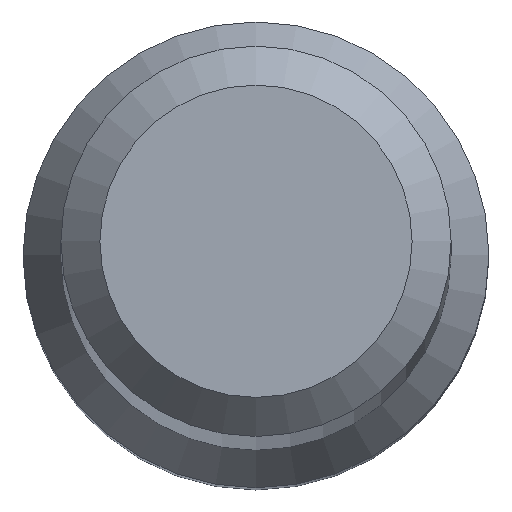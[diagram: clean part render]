
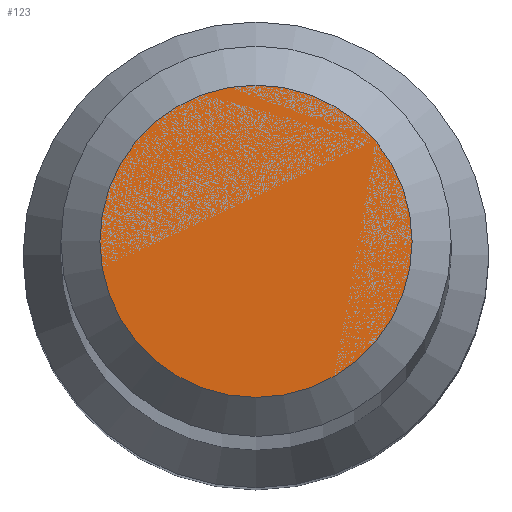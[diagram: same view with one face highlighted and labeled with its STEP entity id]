
A CAD part, top view. The second image highlights one B-rep face of the part: STEP entity #123.
In plain terms, the highlighted planar face has unit normal (0, 0, 1).
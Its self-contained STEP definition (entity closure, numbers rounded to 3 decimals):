
#42 = CARTESIAN_POINT ( 'NONE',  ( 0., 0., 70. ) ) ;
#64 = EDGE_CURVE ( 'NONE', #95, #95, #82, .T. ) ;
#68 = FACE_OUTER_BOUND ( 'NONE', #246, .T. ) ;
#70 = DIRECTION ( 'NONE',  ( 0., 0., -1. ) ) ;
#82 = CIRCLE ( 'NONE', #248, 1.2 ) ;
#95 = VERTEX_POINT ( 'NONE', #184 ) ;
#123 = ADVANCED_FACE ( 'NONE', ( #68 ), #172, .F. ) ;
#152 = DIRECTION ( 'NONE',  ( 0., 1., 0. ) ) ;
#154 = CARTESIAN_POINT ( 'NONE',  ( 0., 0., 70. ) ) ;
#166 = AXIS2_PLACEMENT_3D ( 'NONE', #42, #276, #152 ) ;
#172 = PLANE ( 'NONE',  #166 ) ;
#184 = CARTESIAN_POINT ( 'NONE',  ( 0., 1.2, 70. ) ) ;
#188 = ORIENTED_EDGE ( 'NONE', *, *, #64, .F. ) ;
#203 = DIRECTION ( 'NONE',  ( 0., 1., 0. ) ) ;
#246 = EDGE_LOOP ( 'NONE', ( #188 ) ) ;
#248 = AXIS2_PLACEMENT_3D ( 'NONE', #154, #70, #203 ) ;
#276 = DIRECTION ( 'NONE',  ( 0., 0., -1. ) ) ;
